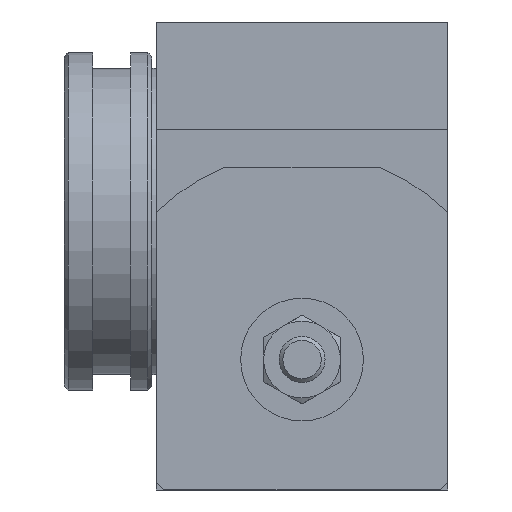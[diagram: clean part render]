
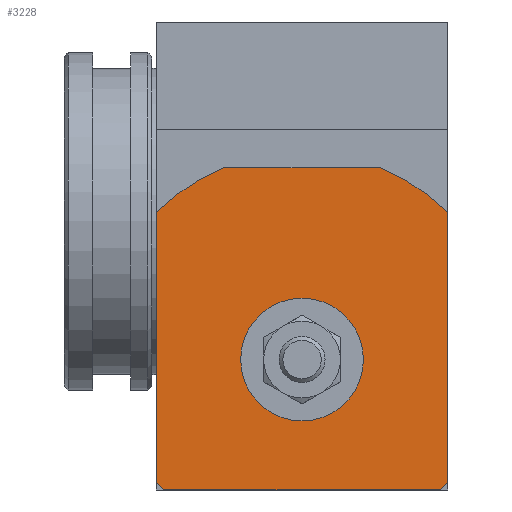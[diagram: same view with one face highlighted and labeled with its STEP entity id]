
A CAD part, left-side view. The second image highlights one B-rep face of the part: STEP entity #3228.
In plain terms, the highlighted planar face has unit normal (-1, 0, 0).
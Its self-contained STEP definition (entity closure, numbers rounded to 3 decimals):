
#58=FACE_BOUND('',#564,.T.);
#116=PLANE('',#3598);
#357=FACE_OUTER_BOUND('',#563,.T.);
#563=EDGE_LOOP('',(#2674,#2675,#2676,#2677,#2678,#2679,#2680,#2681));
#564=EDGE_LOOP('',(#2682,#2683));
#791=LINE('',#5506,#985);
#793=LINE('',#5510,#987);
#795=LINE('',#5514,#989);
#797=LINE('',#5518,#991);
#799=LINE('',#5522,#993);
#801=LINE('',#5528,#995);
#985=VECTOR('',#4390,1000.);
#987=VECTOR('',#4394,1000.);
#989=VECTOR('',#4398,1000.);
#991=VECTOR('',#4402,1000.);
#993=VECTOR('',#4406,1000.);
#995=VECTOR('',#4414,1000.);
#1072=CIRCLE('',#3386,8.);
#1075=CIRCLE('',#3389,8.);
#1192=CIRCLE('',#3589,27.);
#1193=CIRCLE('',#3596,27.);
#1322=VERTEX_POINT('',#4912);
#1323=VERTEX_POINT('',#4913);
#1516=VERTEX_POINT('',#5498);
#1517=VERTEX_POINT('',#5500);
#1518=VERTEX_POINT('',#5504);
#1519=VERTEX_POINT('',#5508);
#1520=VERTEX_POINT('',#5512);
#1521=VERTEX_POINT('',#5516);
#1522=VERTEX_POINT('',#5520);
#1523=VERTEX_POINT('',#5524);
#1669=EDGE_CURVE('',#1322,#1323,#1072,.T.);
#1673=EDGE_CURVE('',#1323,#1322,#1075,.T.);
#1931=EDGE_CURVE('',#1516,#1517,#1192,.T.);
#1934=EDGE_CURVE('',#1518,#1516,#791,.T.);
#1936=EDGE_CURVE('',#1519,#1518,#793,.T.);
#1938=EDGE_CURVE('',#1520,#1519,#795,.T.);
#1940=EDGE_CURVE('',#1521,#1520,#797,.T.);
#1942=EDGE_CURVE('',#1522,#1521,#799,.T.);
#1944=EDGE_CURVE('',#1523,#1522,#1193,.T.);
#1945=EDGE_CURVE('',#1517,#1523,#801,.T.);
#2674=ORIENTED_EDGE('',*,*,#1931,.F.);
#2675=ORIENTED_EDGE('',*,*,#1934,.F.);
#2676=ORIENTED_EDGE('',*,*,#1936,.F.);
#2677=ORIENTED_EDGE('',*,*,#1938,.F.);
#2678=ORIENTED_EDGE('',*,*,#1940,.F.);
#2679=ORIENTED_EDGE('',*,*,#1942,.F.);
#2680=ORIENTED_EDGE('',*,*,#1944,.F.);
#2681=ORIENTED_EDGE('',*,*,#1945,.F.);
#2682=ORIENTED_EDGE('',*,*,#1669,.F.);
#2683=ORIENTED_EDGE('',*,*,#1673,.F.);
#3228=ADVANCED_FACE('',(#357,#58),#116,.T.);
#3386=AXIS2_PLACEMENT_3D('',#4914,#3860,#3861);
#3389=AXIS2_PLACEMENT_3D('',#4920,#3867,#3868);
#3589=AXIS2_PLACEMENT_3D('',#5501,#4384,#4385);
#3596=AXIS2_PLACEMENT_3D('',#5526,#4410,#4411);
#3598=AXIS2_PLACEMENT_3D('',#5529,#4415,#4416);
#3860=DIRECTION('center_axis',(-1.,0.,0.));
#3861=DIRECTION('ref_axis',(0.,0.,1.));
#3867=DIRECTION('center_axis',(-1.,0.,0.));
#3868=DIRECTION('ref_axis',(0.,0.,1.));
#4384=DIRECTION('center_axis',(1.,0.,0.));
#4385=DIRECTION('ref_axis',(0.,0.,-1.));
#4390=DIRECTION('',(0.,0.,1.));
#4394=DIRECTION('',(0.,0.707,0.707));
#4398=DIRECTION('',(0.,1.,0.));
#4402=DIRECTION('',(0.,0.707,-0.707));
#4406=DIRECTION('',(0.,0.,-1.));
#4410=DIRECTION('center_axis',(1.,0.,0.));
#4411=DIRECTION('ref_axis',(0.,0.,-1.));
#4414=DIRECTION('',(0.,-1.,0.));
#4415=DIRECTION('center_axis',(-1.,0.,0.));
#4416=DIRECTION('ref_axis',(0.,0.,-1.));
#4912=CARTESIAN_POINT('',(-78.,19.,-8.));
#4913=CARTESIAN_POINT('',(-78.,19.,8.));
#4914=CARTESIAN_POINT('Origin',(-78.,19.,0.));
#4920=CARTESIAN_POINT('Origin',(-78.,19.,0.));
#5498=CARTESIAN_POINT('',(-78.,37.99,19.193));
#5500=CARTESIAN_POINT('',(-78.,29.198,25.));
#5501=CARTESIAN_POINT('Origin',(-78.,19.,0.));
#5504=CARTESIAN_POINT('',(-78.,37.99,-16.01));
#5506=CARTESIAN_POINT('',(-78.,37.99,-16.01));
#5508=CARTESIAN_POINT('',(-78.,37.01,-16.99));
#5510=CARTESIAN_POINT('',(-78.,37.01,-16.99));
#5512=CARTESIAN_POINT('',(-78.,0.99,-16.99));
#5514=CARTESIAN_POINT('',(-78.,37.01,-16.99));
#5516=CARTESIAN_POINT('',(-78.,0.01,-16.01));
#5518=CARTESIAN_POINT('',(-78.,0.01,-16.01));
#5520=CARTESIAN_POINT('',(-78.,0.01,19.193));
#5522=CARTESIAN_POINT('',(-78.,0.01,-16.01));
#5524=CARTESIAN_POINT('',(-78.,8.802,25.));
#5526=CARTESIAN_POINT('Origin',(-78.,19.,0.));
#5528=CARTESIAN_POINT('',(-78.,29.198,25.));
#5529=CARTESIAN_POINT('Origin',(-78.,19.,0.));
